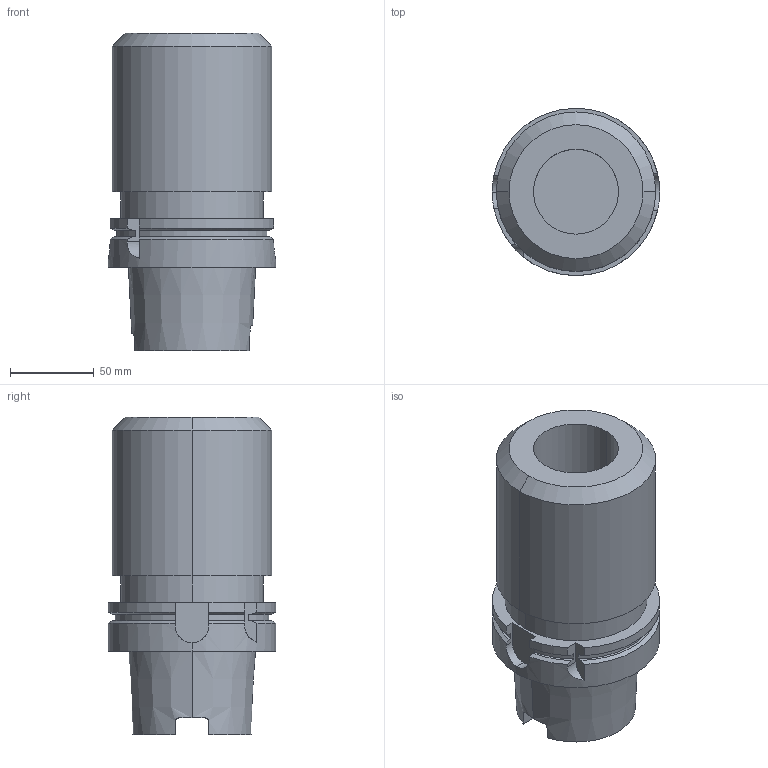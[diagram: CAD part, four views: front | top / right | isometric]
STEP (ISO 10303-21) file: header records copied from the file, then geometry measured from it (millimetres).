
FILE_DESCRIPTION (( 'STEP AP203' ), '1' );
FILE_NAME ('STP-32998.STEP', '2018-08-14T07:10:33', ( '' ), ( '' ), 'SwSTEP 2.0', 'SolidWorks 2015', '' );
FILE_SCHEMA (( 'CONFIG_CONTROL_DESIGN' ));
Length unit declared in the file: millimetre
Products named in the file (1): STP-32998
Bounding box: 100 x 100 x 189.7 mm (x, y, z)
Volume: 831195 mm3; surface area: 98879.5 mm2
Topology: 1 solids, 1 shells, 78 faces, 197 edges, 127 vertices
Faces by surface type: cylinder 32, plane 30, cone 12, torus 4
Entity records: 2674 total; most frequent: CARTESIAN_POINT 702, DIRECTION 405, ORIENTED_EDGE 394, EDGE_CURVE 197, AXIS2_PLACEMENT_3D 158, VERTEX_POINT 127, LINE 89, VECTOR 89
